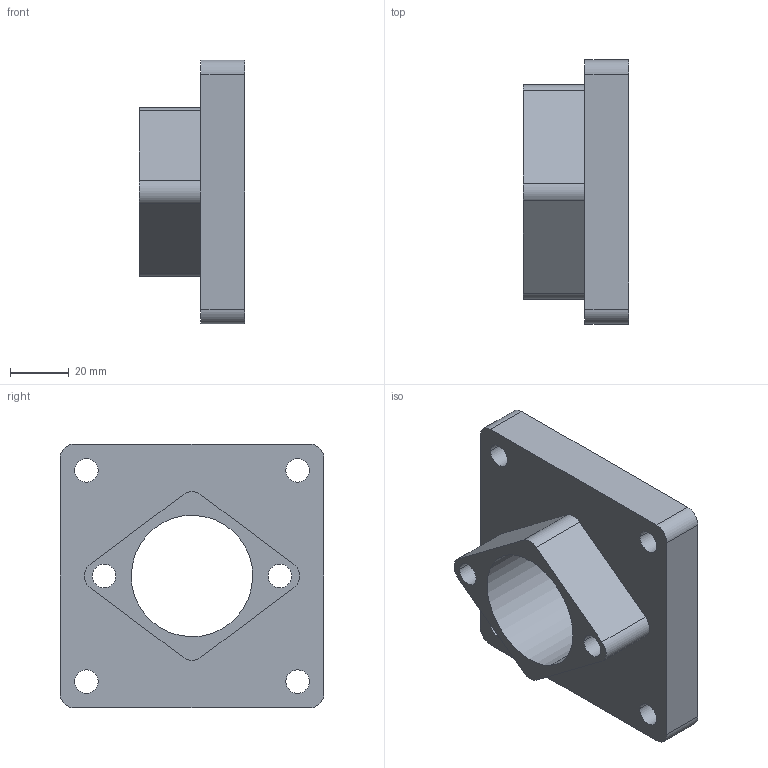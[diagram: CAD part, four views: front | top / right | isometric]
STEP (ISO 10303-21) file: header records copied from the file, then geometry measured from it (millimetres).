
FILE_DESCRIPTION(('CATIA V5 STEP Exchange'),'2;1');
FILE_NAME('brake booster gtt2.stp','2024-01-07T15:26:21+00:00',('none'),('none'),'CATIA Version 5 Release 19 SP 2 (IN-10)','CATIA V5 STEP AP203','none');
FILE_SCHEMA(('CONFIG_CONTROL_DESIGN'));
Length unit declared in the file: millimetre
Products named in the file (1): Part1
Bounding box: 36 x 90 x 90 mm (x, y, z)
Volume: 115943.8 mm3; surface area: 30117.3 mm2
Topology: 1 solids, 1 shells, 33 faces, 90 edges, 60 vertices
Faces by surface type: cylinder 22, plane 11
Entity records: 1059 total; most frequent: ORIENTED_EDGE 180, CARTESIAN_POINT 177, DIRECTION 142, EDGE_CURVE 90, AXIS2_PLACEMENT_3D 71, VERTEX_POINT 60, EDGE_LOOP 48, VECTOR 46
